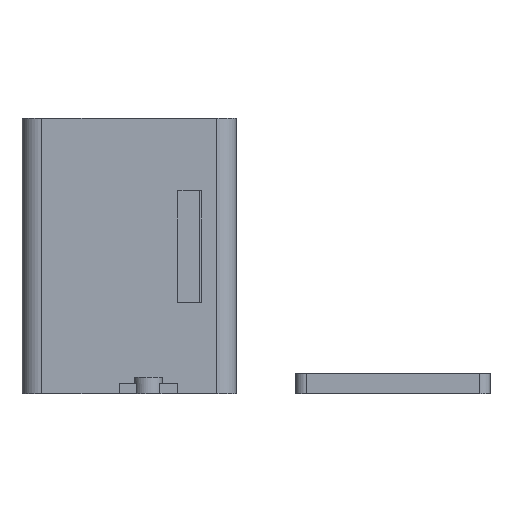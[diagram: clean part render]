
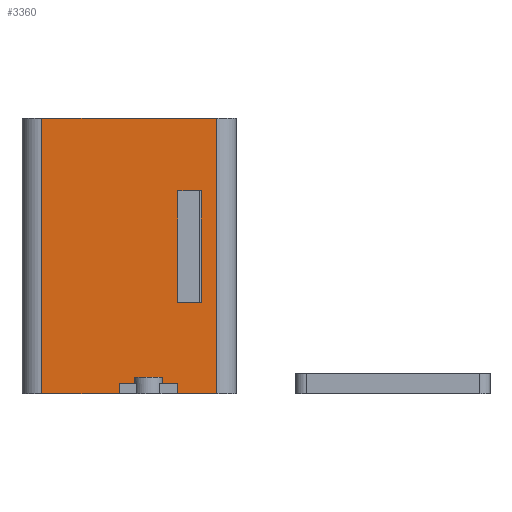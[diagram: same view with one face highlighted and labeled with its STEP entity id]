
A CAD part, left-side view. The second image highlights one B-rep face of the part: STEP entity #3360.
In plain terms, the highlighted planar face has unit normal (-1, 0, 0).
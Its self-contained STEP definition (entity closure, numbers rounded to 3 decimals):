
#70=FACE_BOUND('',#429,.T.);
#244=FACE_OUTER_BOUND('',#428,.T.);
#428=EDGE_LOOP('',(#2295,#2296,#2297,#2298));
#429=EDGE_LOOP('',(#2299,#2300,#2301,#2302));
#632=LINE('',#4897,#1013);
#657=LINE('',#5000,#1038);
#658=LINE('',#5003,#1039);
#659=LINE('',#5004,#1040);
#660=LINE('',#5007,#1041);
#661=LINE('',#5009,#1042);
#662=LINE('',#5011,#1043);
#663=LINE('',#5012,#1044);
#1013=VECTOR('',#3907,1000.);
#1038=VECTOR('',#3988,10.);
#1039=VECTOR('',#3991,10.);
#1040=VECTOR('',#3992,10.);
#1041=VECTOR('',#3993,1000.);
#1042=VECTOR('',#3994,10.);
#1043=VECTOR('',#3995,1000.);
#1044=VECTOR('',#3996,10.);
#1396=VERTEX_POINT('',#4894);
#1397=VERTEX_POINT('',#4896);
#1447=VERTEX_POINT('',#4998);
#1448=VERTEX_POINT('',#5002);
#1449=VERTEX_POINT('',#5005);
#1450=VERTEX_POINT('',#5006);
#1451=VERTEX_POINT('',#5008);
#1452=VERTEX_POINT('',#5010);
#1734=EDGE_CURVE('',#1397,#1396,#632,.T.);
#1786=EDGE_CURVE('',#1397,#1447,#657,.T.);
#1787=EDGE_CURVE('',#1448,#1396,#658,.T.);
#1788=EDGE_CURVE('',#1448,#1447,#659,.T.);
#1789=EDGE_CURVE('',#1449,#1450,#660,.T.);
#1790=EDGE_CURVE('',#1450,#1451,#661,.T.);
#1791=EDGE_CURVE('',#1451,#1452,#662,.T.);
#1792=EDGE_CURVE('',#1452,#1449,#663,.T.);
#2295=ORIENTED_EDGE('',*,*,#1786,.F.);
#2296=ORIENTED_EDGE('',*,*,#1734,.T.);
#2297=ORIENTED_EDGE('',*,*,#1787,.F.);
#2298=ORIENTED_EDGE('',*,*,#1788,.T.);
#2299=ORIENTED_EDGE('',*,*,#1789,.T.);
#2300=ORIENTED_EDGE('',*,*,#1790,.T.);
#2301=ORIENTED_EDGE('',*,*,#1791,.T.);
#2302=ORIENTED_EDGE('',*,*,#1792,.T.);
#3231=PLANE('',#3612);
#3360=ADVANCED_FACE('',(#244,#70),#3231,.T.);
#3612=AXIS2_PLACEMENT_3D('',#5001,#3989,#3990);
#3907=DIRECTION('',(0.,-1.,0.));
#3988=DIRECTION('',(0.,0.,1.));
#3989=DIRECTION('center_axis',(-1.,0.,0.));
#3990=DIRECTION('ref_axis',(0.,0.,
-1.));
#3991=DIRECTION('',(0.,0.,-1.));
#3992=DIRECTION('',(0.,1.,0.));
#3993=DIRECTION('',(0.,1.,0.));
#3994=DIRECTION('',(0.,0.,1.));
#3995=DIRECTION('',(0.,-1.,0.));
#3996=DIRECTION('',(0.,0.,-1.));
#4894=CARTESIAN_POINT('',(-36.245,-6.19,-1.605));
#4896=CARTESIAN_POINT('',(-36.245,16.282,-1.605));
#4897=CARTESIAN_POINT('',(-36.245,-1.203,-1.605));
#4998=CARTESIAN_POINT('',(-36.245,16.282,33.732));
#5000=CARTESIAN_POINT('',(-36.245,16.282,6.28));
#5001=CARTESIAN_POINT('Origin',(-36.245,-1.203,14.561));
#5002=CARTESIAN_POINT('',(-36.245,-6.19,33.732));
#5003=CARTESIAN_POINT('',(-36.245,-6.19,6.28));
#5004=CARTESIAN_POINT('',(-36.245,-6.2,33.732));
#5005=CARTESIAN_POINT('',(-36.245,-4.203,10.061));
#5006=CARTESIAN_POINT('',(-36.245,-1.203,10.061));
#5007=CARTESIAN_POINT('',(-36.245,-2.203,10.061));
#5008=CARTESIAN_POINT('',(-36.245,-1.203,24.442));
#5009=CARTESIAN_POINT('',(-36.245,-1.203,12.311));
#5010=CARTESIAN_POINT('',(-36.245,-4.203,24.442));
#5011=CARTESIAN_POINT('',(-36.245,-0.703,24.442));
#5012=CARTESIAN_POINT('',(-36.245,-4.203,19.311));
